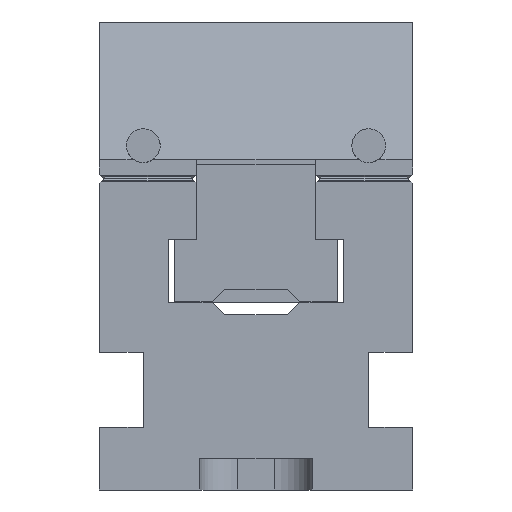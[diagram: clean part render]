
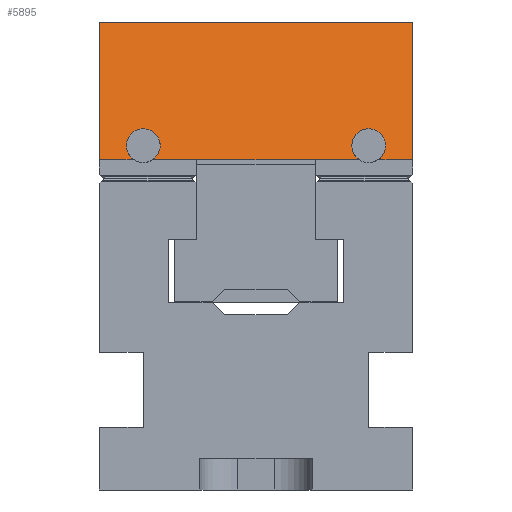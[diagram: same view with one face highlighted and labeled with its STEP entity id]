
A CAD part, front view. The second image highlights one B-rep face of the part: STEP entity #5895.
In plain terms, the highlighted face is planar.
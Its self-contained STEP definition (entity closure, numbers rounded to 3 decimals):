
#5895 = ADVANCED_FACE( '', ( #12626 ), #12627, .T. );
#12626 = FACE_OUTER_BOUND( '', #20219, .T. );
#12627 = PLANE( '', #20220 );
#20219 = EDGE_LOOP( '', ( #39014, #39015, #39016, #39017, #39018, #39019, #39020, #39021, #39022, #39023, #39024, #39025 ) );
#20220 = AXIS2_PLACEMENT_3D( '', #39026, #39027, #39028 );
#39014 = ORIENTED_EDGE( '', *, *, #49774, .F. );
#39015 = ORIENTED_EDGE( '', *, *, #53225, .T. );
#39016 = ORIENTED_EDGE( '', *, *, #48626, .F. );
#39017 = ORIENTED_EDGE( '', *, *, #53224, .T. );
#39018 = ORIENTED_EDGE( '', *, *, #55146, .F. );
#39019 = ORIENTED_EDGE( '', *, *, #55147, .F. );
#39020 = ORIENTED_EDGE( '', *, *, #55148, .T. );
#39021 = ORIENTED_EDGE( '', *, *, #53967, .T. );
#39022 = ORIENTED_EDGE( '', *, *, #55149, .F. );
#39023 = ORIENTED_EDGE( '', *, *, #53965, .T. );
#39024 = ORIENTED_EDGE( '', *, *, #55150, .F. );
#39025 = ORIENTED_EDGE( '', *, *, #53394, .F. );
#39026 = CARTESIAN_POINT( '', ( 25., 11.85, 12.5 ) );
#39027 = DIRECTION( '', ( 0., 0.966, 0.259 ) );
#39028 = DIRECTION( '', ( 0., -0.259, 0.966 ) );
#48626 = EDGE_CURVE( '', #59623, #59624, #59625, .T. );
#49774 = EDGE_CURVE( '', #61529, #61531, #61532, .T. );
#53224 = EDGE_CURVE( '', #59623, #67070, #67072, .T. );
#53225 = EDGE_CURVE( '', #61529, #59624, #67073, .T. );
#53394 = EDGE_CURVE( '', #61531, #67291, #67292, .T. );
#53965 = EDGE_CURVE( '', #68009, #68007, #68010, .T. );
#53967 = EDGE_CURVE( '', #68013, #68011, #68014, .T. );
#55146 = EDGE_CURVE( '', #69452, #67070, #69453, .T. );
#55147 = EDGE_CURVE( '', #69454, #69452, #69455, .T. );
#55148 = EDGE_CURVE( '', #69454, #68013, #69456, .T. );
#55149 = EDGE_CURVE( '', #68009, #68011, #69457, .T. );
#55150 = EDGE_CURVE( '', #67291, #68007, #69458, .T. );
#59623 = VERTEX_POINT( '', #75508 );
#59624 = VERTEX_POINT( '', #75509 );
#59625 = ELLIPSE( '', #75510, 2.795, 2.7 );
#61529 = VERTEX_POINT( '', #78307 );
#61531 = VERTEX_POINT( '', #78310 );
#61532 = LINE( '', #78311, #78312 );
#67070 = VERTEX_POINT( '', #86721 );
#67072 = LINE( '', #86724, #86725 );
#67073 = LINE( '', #86726, #86727 );
#67291 = VERTEX_POINT( '', #87058 );
#67292 = LINE( '', #87059, #87060 );
#68007 = VERTEX_POINT( '', #88121 );
#68009 = VERTEX_POINT( '', #88124 );
#68010 = LINE( '', #88125, #88126 );
#68011 = VERTEX_POINT( '', #88127 );
#68013 = VERTEX_POINT( '', #88129 );
#68014 = LINE( '', #88130, #88131 );
#69452 = VERTEX_POINT( '', #90298 );
#69453 = LINE( '', #90299, #90300 );
#69454 = VERTEX_POINT( '', #90301 );
#69455 = LINE( '', #90302, #90303 );
#69456 = LINE( '', #90304, #90305 );
#69457 = ELLIPSE( '', #90306, 2.795, 2.7 );
#69458 = LINE( '', #90307, #90308 );
#75508 = CARTESIAN_POINT( '', ( -19.463, 17.75, -9.519 ) );
#75509 = CARTESIAN_POINT( '', ( -16.537, 17.75, -9.519 ) );
#75510 = AXIS2_PLACEMENT_3D( '', #94280, #94281, #94282 );
#78307 = CARTESIAN_POINT( '', ( -9.5, 17.75, -9.519 ) );
#78310 = CARTESIAN_POINT( '', ( -9.5, 17.745, -9.5 ) );
#78311 = CARTESIAN_POINT( '', ( -9.5, 11.85, 12.5 ) );
#78312 = VECTOR( '', #95267, 1000. );
#86721 = CARTESIAN_POINT( '', ( -25., 17.75, -9.519 ) );
#86724 = CARTESIAN_POINT( '', ( 25., 17.75, -9.519 ) );
#86725 = VECTOR( '', #98422, 1000. );
#86726 = CARTESIAN_POINT( '', ( 25., 17.75, -9.519 ) );
#86727 = VECTOR( '', #98423, 1000. );
#87058 = CARTESIAN_POINT( '', ( 9.5, 17.745, -9.5 ) );
#87059 = CARTESIAN_POINT( '', ( 25., 17.745, -9.5 ) );
#87060 = VECTOR( '', #98549, 1000. );
#88121 = CARTESIAN_POINT( '', ( 9.5, 17.75, -9.519 ) );
#88124 = CARTESIAN_POINT( '', ( 16.537, 17.75, -9.519 ) );
#88125 = CARTESIAN_POINT( '', ( 25., 17.75, -9.519 ) );
#88126 = VECTOR( '', #98942, 1000. );
#88127 = CARTESIAN_POINT( '', ( 19.463, 17.75, -9.519 ) );
#88129 = CARTESIAN_POINT( '', ( 25., 17.75, -9.519 ) );
#88130 = CARTESIAN_POINT( '', ( 25., 17.75, -9.519 ) );
#88131 = VECTOR( '', #98946, 1000. );
#90298 = CARTESIAN_POINT( '', ( -25., 11.85, 12.5 ) );
#90299 = CARTESIAN_POINT( '', ( -25., 11.85, 12.5 ) );
#90300 = VECTOR( '', #99714, 1000. );
#90301 = CARTESIAN_POINT( '', ( 25., 11.85, 12.5 ) );
#90302 = CARTESIAN_POINT( '', ( 25., 11.85, 12.5 ) );
#90303 = VECTOR( '', #99715, 1000. );
#90304 = CARTESIAN_POINT( '', ( 25., 11.85, 12.5 ) );
#90305 = VECTOR( '', #99716, 1000. );
#90306 = AXIS2_PLACEMENT_3D( '', #99717, #99718, #99719 );
#90307 = CARTESIAN_POINT( '', ( 9.5, 11.85, 12.5 ) );
#90308 = VECTOR( '', #99720, 1000. );
#94280 = CARTESIAN_POINT( '', ( -18., 17.142, -7.25 ) );
#94281 = DIRECTION( '', ( 0., 0.966, 0.259 ) );
#94282 = DIRECTION( '', ( 0., 0.259, -0.966 ) );
#95267 = DIRECTION( '', ( 0., -0.259, 0.966 ) );
#98422 = DIRECTION( '', ( -1., 0., 0. ) );
#98423 = DIRECTION( '', ( -1., 0., 0. ) );
#98549 = DIRECTION( '', ( 1., 0., 0. ) );
#98942 = DIRECTION( '', ( -1., 0., 0. ) );
#98946 = DIRECTION( '', ( -1., 0., 0. ) );
#99714 = DIRECTION( '', ( 0., 0.259, -0.966 ) );
#99715 = DIRECTION( '', ( -1., 0., 0. ) );
#99716 = DIRECTION( '', ( 0., 0.259, -0.966 ) );
#99717 = CARTESIAN_POINT( '', ( 18., 17.142, -7.25 ) );
#99718 = DIRECTION( '', ( 0., 0.966, 0.259 ) );
#99719 = DIRECTION( '', ( 0., 0.259, -0.966 ) );
#99720 = DIRECTION( '', ( 0., 0.259, -0.966 ) );
